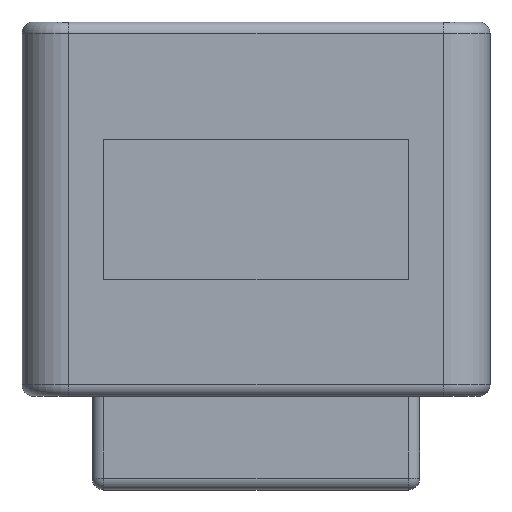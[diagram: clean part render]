
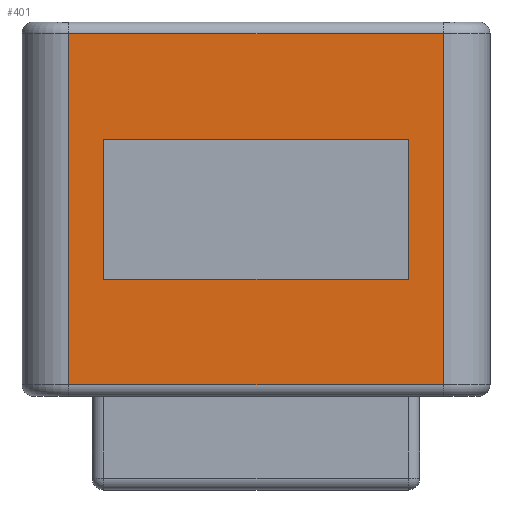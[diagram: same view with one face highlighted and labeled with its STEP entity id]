
A CAD part, front view. The second image highlights one B-rep face of the part: STEP entity #401.
In plain terms, the highlighted planar face has unit normal (0, -1, 0).
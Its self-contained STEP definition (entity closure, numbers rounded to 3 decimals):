
#387 = EDGE_CURVE ( 'NONE', #447, #430, #1156, .T. ) ;
#388 = EDGE_LOOP ( 'NONE', ( #404, #445, #448, #450 ) ) ;
#390 = VERTEX_POINT ( 'NONE', #1157 ) ;
#393 = EDGE_CURVE ( 'NONE', #399, #400, #1158, .T. ) ;
#396 = EDGE_CURVE ( 'NONE', #430, #452, #1138, .T. ) ;
#399 = VERTEX_POINT ( 'NONE', #1148 ) ;
#400 = VERTEX_POINT ( 'NONE', #1150 ) ;
#401 = ADVANCED_FACE ( 'NONE', ( #1182, #1185 ), #1139, .F. ) ;
#402 = VERTEX_POINT ( 'NONE', #1149 ) ;
#404 = ORIENTED_EDGE ( 'NONE', *, *, #393, .F. ) ;
#405 = EDGE_CURVE ( 'NONE', #390, #399, #1178, .T. ) ;
#430 = VERTEX_POINT ( 'NONE', #1256 ) ;
#431 = VERTEX_POINT ( 'NONE', #1196 ) ;
#432 = ORIENTED_EDGE ( 'NONE', *, *, #396, .T. ) ;
#433 = EDGE_CURVE ( 'NONE', #452, #431, #1250, .T. ) ;
#435 = ORIENTED_EDGE ( 'NONE', *, *, #433, .T. ) ;
#436 = EDGE_CURVE ( 'NONE', #431, #447, #1242, .T. ) ;
#438 = ORIENTED_EDGE ( 'NONE', *, *, #436, .T. ) ;
#445 = ORIENTED_EDGE ( 'NONE', *, *, #405, .F. ) ;
#446 = EDGE_CURVE ( 'NONE', #402, #390, #1229, .T. ) ;
#447 = VERTEX_POINT ( 'NONE', #1239 ) ;
#448 = ORIENTED_EDGE ( 'NONE', *, *, #446, .F. ) ;
#449 = EDGE_CURVE ( 'NONE', #400, #402, #1289, .T. ) ;
#450 = ORIENTED_EDGE ( 'NONE', *, *, #449, .F. ) ;
#451 = EDGE_LOOP ( 'NONE', ( #453, #432, #435, #438 ) ) ;
#452 = VERTEX_POINT ( 'NONE', #1287 ) ;
#453 = ORIENTED_EDGE ( 'NONE', *, *, #387, .T. ) ;
#1135 = DIRECTION ( 'NONE',  ( 1., 0., 0. ) ) ;
#1136 = VECTOR ( 'NONE', #1135, 1000. ) ;
#1137 = CARTESIAN_POINT ( 'NONE',  ( 10., -10., -7.5 ) ) ;
#1138 = LINE ( 'NONE', #1137, #1136 ) ;
#1139 = PLANE ( 'NONE',  #1183 ) ;
#1145 = DIRECTION ( 'NONE',  ( -1., 0., 0. ) ) ;
#1146 = VECTOR ( 'NONE', #1145, 1000. ) ;
#1147 = CARTESIAN_POINT ( 'NONE',  ( -6.5, -10., 3. ) ) ;
#1148 = CARTESIAN_POINT ( 'NONE',  ( 6.5, -10., 3. ) ) ;
#1149 = CARTESIAN_POINT ( 'NONE',  ( -6.5, -10., -3. ) ) ;
#1150 = CARTESIAN_POINT ( 'NONE',  ( -6.5, -10., 3. ) ) ;
#1151 = CARTESIAN_POINT ( 'NONE',  ( 10., -10., 8. ) ) ;
#1153 = DIRECTION ( 'NONE',  ( 0., 0., -1. ) ) ;
#1154 = VECTOR ( 'NONE', #1153, 1000. ) ;
#1155 = CARTESIAN_POINT ( 'NONE',  ( -8., -10., 8. ) ) ;
#1156 = LINE ( 'NONE', #1155, #1154 ) ;
#1157 = CARTESIAN_POINT ( 'NONE',  ( 6.5, -10., -3. ) ) ;
#1158 = LINE ( 'NONE', #1147, #1146 ) ;
#1171 = DIRECTION ( 'NONE',  ( 0., 0., 1. ) ) ;
#1172 = VECTOR ( 'NONE', #1171, 1000. ) ;
#1173 = CARTESIAN_POINT ( 'NONE',  ( 6.5, -10., 3. ) ) ;
#1177 = DIRECTION ( 'NONE',  ( 0., 0., 1. ) ) ;
#1178 = LINE ( 'NONE', #1173, #1172 ) ;
#1182 = FACE_BOUND ( 'NONE', #388, .T. ) ;
#1183 = AXIS2_PLACEMENT_3D ( 'NONE', #1151, #1186, #1177 ) ;
#1185 = FACE_OUTER_BOUND ( 'NONE', #451, .T. ) ;
#1186 = DIRECTION ( 'NONE',  ( 0., 1., 0. ) ) ;
#1196 = CARTESIAN_POINT ( 'NONE',  ( 8., -10., 7.5 ) ) ;
#1228 = CARTESIAN_POINT ( 'NONE',  ( -6.5, -10., -3. ) ) ;
#1229 = LINE ( 'NONE', #1228, #1291 ) ;
#1239 = CARTESIAN_POINT ( 'NONE',  ( -8., -10., 7.5 ) ) ;
#1240 = DIRECTION ( 'NONE',  ( -1., 0., 0. ) ) ;
#1241 = VECTOR ( 'NONE', #1240, 1000. ) ;
#1242 = LINE ( 'NONE', #1246, #1241 ) ;
#1246 = CARTESIAN_POINT ( 'NONE',  ( -8., -10., 7.5 ) ) ;
#1247 = DIRECTION ( 'NONE',  ( 0., 0., 1. ) ) ;
#1248 = VECTOR ( 'NONE', #1247, 1000. ) ;
#1249 = CARTESIAN_POINT ( 'NONE',  ( 8., -10., 8. ) ) ;
#1250 = LINE ( 'NONE', #1249, #1248 ) ;
#1256 = CARTESIAN_POINT ( 'NONE',  ( -8., -10., -7.5 ) ) ;
#1284 = DIRECTION ( 'NONE',  ( 0., 0., -1. ) ) ;
#1285 = VECTOR ( 'NONE', #1284, 1000. ) ;
#1286 = CARTESIAN_POINT ( 'NONE',  ( -6.5, -10., 3. ) ) ;
#1287 = CARTESIAN_POINT ( 'NONE',  ( 8., -10., -7.5 ) ) ;
#1289 = LINE ( 'NONE', #1286, #1285 ) ;
#1290 = DIRECTION ( 'NONE',  ( 1., 0., 0. ) ) ;
#1291 = VECTOR ( 'NONE', #1290, 1000. ) ;
